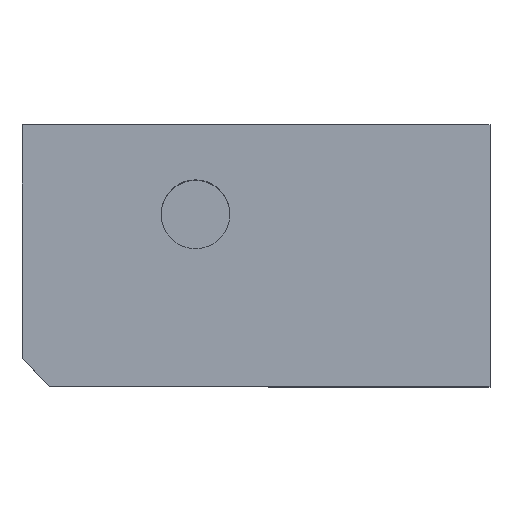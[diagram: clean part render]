
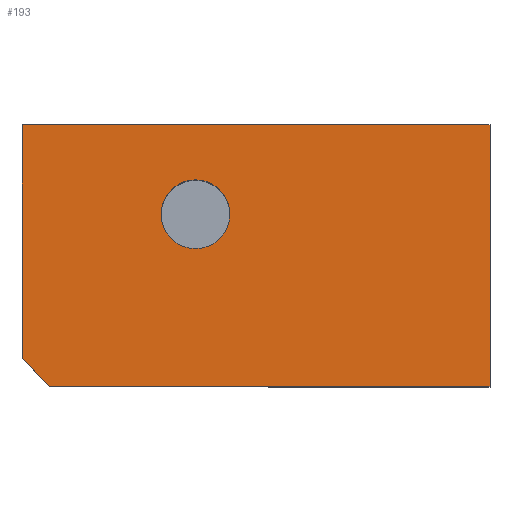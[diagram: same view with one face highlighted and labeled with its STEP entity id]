
A CAD part, top view. The second image highlights one B-rep face of the part: STEP entity #193.
In plain terms, the highlighted planar face has unit normal (0, 0, 1).
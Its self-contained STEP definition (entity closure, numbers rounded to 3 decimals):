
#21 = EDGE_CURVE('',#22,#24,#26,.T.);
#22 = VERTEX_POINT('',#23);
#23 = CARTESIAN_POINT('',(22.,20.,0.));
#24 = VERTEX_POINT('',#25);
#25 = CARTESIAN_POINT('',(54.,20.,0.));
#26 = SURFACE_CURVE('',#27,(#31,#43),.PCURVE_S1.);
#27 = LINE('',#28,#29);
#28 = CARTESIAN_POINT('',(20.,20.,0.));
#29 = VECTOR('',#30,1.);
#30 = DIRECTION('',(1.,0.,0.));
#31 = PCURVE('',#32,#37);
#32 = PLANE('',#33);
#33 = AXIS2_PLACEMENT_3D('',#34,#35,#36);
#34 = CARTESIAN_POINT('',(20.,20.,0.));
#35 = DIRECTION('',(0.,1.,0.));
#36 = DIRECTION('',(-1.,0.,0.));
#37 = DEFINITIONAL_REPRESENTATION('',(#38),#42);
#38 = LINE('',#39,#40);
#39 = CARTESIAN_POINT('',(-0.,0.));
#40 = VECTOR('',#41,1.);
#41 = DIRECTION('',(-1.,0.));
#42 = ( GEOMETRIC_REPRESENTATION_CONTEXT(2) 
PARAMETRIC_REPRESENTATION_CONTEXT() REPRESENTATION_CONTEXT('2D SPACE',''
  ) );
#43 = PCURVE('',#44,#49);
#44 = PLANE('',#45);
#45 = AXIS2_PLACEMENT_3D('',#46,#47,#48);
#46 = CARTESIAN_POINT('',(36.52,29.828,0.));
#47 = DIRECTION('',(-0.,-0.,-1.));
#48 = DIRECTION('',(-1.,0.,0.));
#49 = DEFINITIONAL_REPRESENTATION('',(#50),#54);
#50 = LINE('',#51,#52);
#51 = CARTESIAN_POINT('',(16.52,-9.828));
#52 = VECTOR('',#53,1.);
#53 = DIRECTION('',(-1.,0.));
#54 = ( GEOMETRIC_REPRESENTATION_CONTEXT(2) 
PARAMETRIC_REPRESENTATION_CONTEXT() REPRESENTATION_CONTEXT('2D SPACE',''
  ) );
#72 = PLANE('',#73);
#73 = AXIS2_PLACEMENT_3D('',#74,#75,#76);
#74 = CARTESIAN_POINT('',(21.,21.,0.));
#75 = DIRECTION('',(-0.707,-0.707,-0.));
#76 = DIRECTION('',(0.,0.,1.));
#182 = PLANE('',#183);
#183 = AXIS2_PLACEMENT_3D('',#184,#185,#186);
#184 = CARTESIAN_POINT('',(54.,20.,0.));
#185 = DIRECTION('',(-1.,-0.,-0.));
#186 = DIRECTION('',(0.,-1.,0.));
#193 = ADVANCED_FACE('',(#194,#297),#44,.F.);
#194 = FACE_BOUND('',#195,.T.);
#195 = EDGE_LOOP('',(#196,#197,#220,#248,#276));
#196 = ORIENTED_EDGE('',*,*,#21,.T.);
#197 = ORIENTED_EDGE('',*,*,#198,.T.);
#198 = EDGE_CURVE('',#24,#199,#201,.T.);
#199 = VERTEX_POINT('',#200);
#200 = CARTESIAN_POINT('',(54.,39.,0.));
#201 = SURFACE_CURVE('',#202,(#206,#213),.PCURVE_S1.);
#202 = LINE('',#203,#204);
#203 = CARTESIAN_POINT('',(54.,20.,0.));
#204 = VECTOR('',#205,1.);
#205 = DIRECTION('',(0.,1.,0.));
#206 = PCURVE('',#44,#207);
#207 = DEFINITIONAL_REPRESENTATION('',(#208),#212);
#208 = LINE('',#209,#210);
#209 = CARTESIAN_POINT('',(-17.48,-9.828));
#210 = VECTOR('',#211,1.);
#211 = DIRECTION('',(-0.,1.));
#212 = ( GEOMETRIC_REPRESENTATION_CONTEXT(2) 
PARAMETRIC_REPRESENTATION_CONTEXT() REPRESENTATION_CONTEXT('2D SPACE',''
  ) );
#213 = PCURVE('',#182,#214);
#214 = DEFINITIONAL_REPRESENTATION('',(#215),#219);
#215 = LINE('',#216,#217);
#216 = CARTESIAN_POINT('',(-0.,0.));
#217 = VECTOR('',#218,1.);
#218 = DIRECTION('',(-1.,0.));
#219 = ( GEOMETRIC_REPRESENTATION_CONTEXT(2) 
PARAMETRIC_REPRESENTATION_CONTEXT() REPRESENTATION_CONTEXT('2D SPACE',''
  ) );
#220 = ORIENTED_EDGE('',*,*,#221,.T.);
#221 = EDGE_CURVE('',#199,#222,#224,.T.);
#222 = VERTEX_POINT('',#223);
#223 = CARTESIAN_POINT('',(20.,39.,0.));
#224 = SURFACE_CURVE('',#225,(#229,#236),.PCURVE_S1.);
#225 = LINE('',#226,#227);
#226 = CARTESIAN_POINT('',(54.,39.,0.));
#227 = VECTOR('',#228,1.);
#228 = DIRECTION('',(-1.,-0.,-0.));
#229 = PCURVE('',#44,#230);
#230 = DEFINITIONAL_REPRESENTATION('',(#231),#235);
#231 = LINE('',#232,#233);
#232 = CARTESIAN_POINT('',(-17.48,9.172));
#233 = VECTOR('',#234,1.);
#234 = DIRECTION('',(1.,-0.));
#235 = ( GEOMETRIC_REPRESENTATION_CONTEXT(2) 
PARAMETRIC_REPRESENTATION_CONTEXT() REPRESENTATION_CONTEXT('2D SPACE',''
  ) );
#236 = PCURVE('',#237,#242);
#237 = PLANE('',#238);
#238 = AXIS2_PLACEMENT_3D('',#239,#240,#241);
#239 = CARTESIAN_POINT('',(54.,39.,0.));
#240 = DIRECTION('',(-0.,-1.,-0.));
#241 = DIRECTION('',(1.,0.,0.));
#242 = DEFINITIONAL_REPRESENTATION('',(#243),#247);
#243 = LINE('',#244,#245);
#244 = CARTESIAN_POINT('',(0.,-0.));
#245 = VECTOR('',#246,1.);
#246 = DIRECTION('',(-1.,0.));
#247 = ( GEOMETRIC_REPRESENTATION_CONTEXT(2) 
PARAMETRIC_REPRESENTATION_CONTEXT() REPRESENTATION_CONTEXT('2D SPACE',''
  ) );
#248 = ORIENTED_EDGE('',*,*,#249,.T.);
#249 = EDGE_CURVE('',#222,#250,#252,.T.);
#250 = VERTEX_POINT('',#251);
#251 = CARTESIAN_POINT('',(20.,22.,0.));
#252 = SURFACE_CURVE('',#253,(#257,#264),.PCURVE_S1.);
#253 = LINE('',#254,#255);
#254 = CARTESIAN_POINT('',(20.,39.,0.));
#255 = VECTOR('',#256,1.);
#256 = DIRECTION('',(-0.,-1.,-0.));
#257 = PCURVE('',#44,#258);
#258 = DEFINITIONAL_REPRESENTATION('',(#259),#263);
#259 = LINE('',#260,#261);
#260 = CARTESIAN_POINT('',(16.52,9.172));
#261 = VECTOR('',#262,1.);
#262 = DIRECTION('',(-0.,-1.));
#263 = ( GEOMETRIC_REPRESENTATION_CONTEXT(2) 
PARAMETRIC_REPRESENTATION_CONTEXT() REPRESENTATION_CONTEXT('2D SPACE',''
  ) );
#264 = PCURVE('',#265,#270);
#265 = PLANE('',#266);
#266 = AXIS2_PLACEMENT_3D('',#267,#268,#269);
#267 = CARTESIAN_POINT('',(20.,39.,0.));
#268 = DIRECTION('',(1.,0.,0.));
#269 = DIRECTION('',(0.,1.,0.));
#270 = DEFINITIONAL_REPRESENTATION('',(#271),#275);
#271 = LINE('',#272,#273);
#272 = CARTESIAN_POINT('',(0.,-0.));
#273 = VECTOR('',#274,1.);
#274 = DIRECTION('',(-1.,0.));
#275 = ( GEOMETRIC_REPRESENTATION_CONTEXT(2) 
PARAMETRIC_REPRESENTATION_CONTEXT() REPRESENTATION_CONTEXT('2D SPACE',''
  ) );
#276 = ORIENTED_EDGE('',*,*,#277,.F.);
#277 = EDGE_CURVE('',#22,#250,#278,.T.);
#278 = SURFACE_CURVE('',#279,(#283,#290),.PCURVE_S1.);
#279 = LINE('',#280,#281);
#280 = CARTESIAN_POINT('',(22.673,19.327,0.));
#281 = VECTOR('',#282,1.);
#282 = DIRECTION('',(-0.707,0.707,0.));
#283 = PCURVE('',#44,#284);
#284 = DEFINITIONAL_REPRESENTATION('',(#285),#289);
#285 = LINE('',#286,#287);
#286 = CARTESIAN_POINT('',(13.847,-10.501));
#287 = VECTOR('',#288,1.);
#288 = DIRECTION('',(0.707,0.707));
#289 = ( GEOMETRIC_REPRESENTATION_CONTEXT(2) 
PARAMETRIC_REPRESENTATION_CONTEXT() REPRESENTATION_CONTEXT('2D SPACE',''
  ) );
#290 = PCURVE('',#72,#291);
#291 = DEFINITIONAL_REPRESENTATION('',(#292),#296);
#292 = LINE('',#293,#294);
#293 = CARTESIAN_POINT('',(-0.,-2.366));
#294 = VECTOR('',#295,1.);
#295 = DIRECTION('',(-0.,1.));
#296 = ( GEOMETRIC_REPRESENTATION_CONTEXT(2) 
PARAMETRIC_REPRESENTATION_CONTEXT() REPRESENTATION_CONTEXT('2D SPACE',''
  ) );
#297 = FACE_BOUND('',#298,.F.);
#298 = EDGE_LOOP('',(#299));
#299 = ORIENTED_EDGE('',*,*,#300,.T.);
#300 = EDGE_CURVE('',#301,#301,#303,.T.);
#301 = VERTEX_POINT('',#302);
#302 = CARTESIAN_POINT('',(35.1,32.5,0.));
#303 = SURFACE_CURVE('',#304,(#309,#320),.PCURVE_S1.);
#304 = CIRCLE('',#305,2.5);
#305 = AXIS2_PLACEMENT_3D('',#306,#307,#308);
#306 = CARTESIAN_POINT('',(32.6,32.5,0.));
#307 = DIRECTION('',(0.,0.,1.));
#308 = DIRECTION('',(1.,0.,0.));
#309 = PCURVE('',#44,#310);
#310 = DEFINITIONAL_REPRESENTATION('',(#311),#319);
#311 = ( BOUNDED_CURVE() B_SPLINE_CURVE(2,(#312,#313,#314,#315,#316,#317
,#318),.UNSPECIFIED.,.T.,.F.) B_SPLINE_CURVE_WITH_KNOTS((1,2,2,2,2,1),(
    -2.094,0.,2.094,4.189,6.283,
8.378),.UNSPECIFIED.) CURVE() GEOMETRIC_REPRESENTATION_ITEM() 
RATIONAL_B_SPLINE_CURVE((1.,0.5,1.,0.5,1.,0.5,1.)) REPRESENTATION_ITEM(
  '') );
#312 = CARTESIAN_POINT('',(1.42,2.672));
#313 = CARTESIAN_POINT('',(1.42,7.003));
#314 = CARTESIAN_POINT('',(5.17,4.838));
#315 = CARTESIAN_POINT('',(8.92,2.672));
#316 = CARTESIAN_POINT('',(5.17,0.507));
#317 = CARTESIAN_POINT('',(1.42,-1.658));
#318 = CARTESIAN_POINT('',(1.42,2.672));
#319 = ( GEOMETRIC_REPRESENTATION_CONTEXT(2) 
PARAMETRIC_REPRESENTATION_CONTEXT() REPRESENTATION_CONTEXT('2D SPACE',''
  ) );
#320 = PCURVE('',#321,#326);
#321 = CYLINDRICAL_SURFACE('',#322,2.5);
#322 = AXIS2_PLACEMENT_3D('',#323,#324,#325);
#323 = CARTESIAN_POINT('',(32.6,32.5,0.));
#324 = DIRECTION('',(0.,0.,1.));
#325 = DIRECTION('',(1.,0.,0.));
#326 = DEFINITIONAL_REPRESENTATION('',(#327),#331);
#327 = LINE('',#328,#329);
#328 = CARTESIAN_POINT('',(0.,0.));
#329 = VECTOR('',#330,1.);
#330 = DIRECTION('',(1.,0.));
#331 = ( GEOMETRIC_REPRESENTATION_CONTEXT(2) 
PARAMETRIC_REPRESENTATION_CONTEXT() REPRESENTATION_CONTEXT('2D SPACE',''
  ) );
